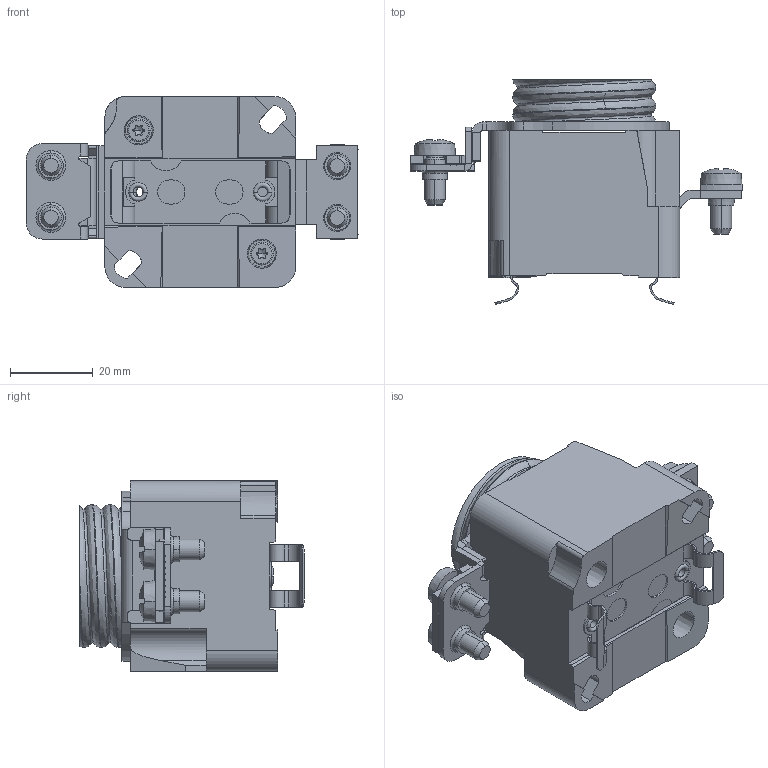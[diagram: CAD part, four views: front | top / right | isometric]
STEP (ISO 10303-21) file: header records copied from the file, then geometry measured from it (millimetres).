
FILE_DESCRIPTION((''),'2;1');
FILE_NAME('0000060479_ASM_1_ASM_1_ASM','2024-02-26T07:30:49',('klemen.sitar'),('Audax d.o.o.'),'CREO PARAMETRIC BY PTC INC, 2021304','CREO PARAMETRIC BY PTC INC, 2021304','');
FILE_SCHEMA(('AP242_MANAGED_MODEL_BASED_3D_ENGINEERING_MIM_LF { 1 0 10303 442 1 1 4 }'));
Length unit declared in the file: millimetre
Products named in the file (11): 0000006961_1_1; 0000006960_1_1; 0000060314_1_1; 0000060159_1_1; 0000006971_1_1; 0000006970_1_1; 0000059961_1_1; 0000059958_1_1; 0000044399_1_1; 0000059944_1_1; 0000060479_ASM_1_ASM_1_ASM
Assembly tree (16 placements, depth 2):
  0000060479_ASM_1_ASM_1_ASM
    0000006961_1_1
    0000006960_1_1
    0000060314_1_1
    0000060159_1_1  x4
    0000006971_1_1
    0000006970_1_1
    0000059961_1_1  x2
    0000059958_1_1  x2
    0000044399_1_1
    0000059944_1_1  x2
Bounding box: 80 x 54.15 x 46 mm (x, y, z)
Volume: 54886.2 mm3; surface area: 27745.4 mm2
Topology: 16 solids, 16 shells, 820 faces, 2280 edges, 1510 vertices
Faces by surface type: plane 469, cylinder 218, cone 74, torus 42, bspline 9, sphere 8
Entity records: 40043 total; most frequent: CARTESIAN_POINT 10214, DIRECTION 3570, ORIENTED_EDGE 3342, PRESENTATION_STYLE_ASSIGNMENT 2335, STYLED_ITEM 2335, CURVE_STYLE 1689, EDGE_CURVE 1671, AXIS2_PLACEMENT_3D 1283
